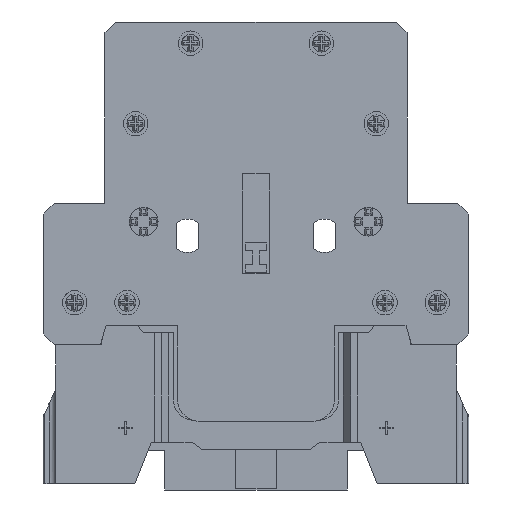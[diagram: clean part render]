
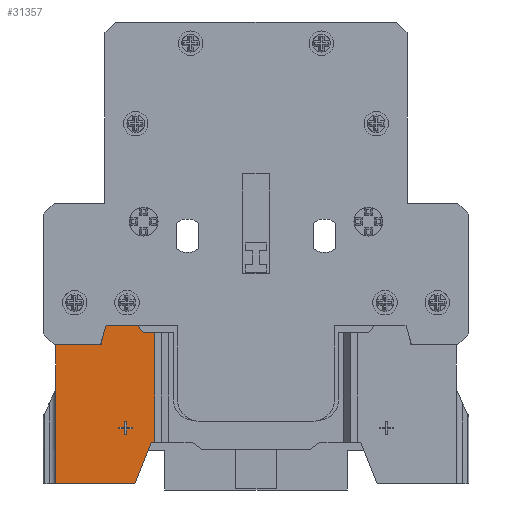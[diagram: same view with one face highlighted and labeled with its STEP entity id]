
A CAD part, left-side view. The second image highlights one B-rep face of the part: STEP entity #31357.
In plain terms, the highlighted face is planar.
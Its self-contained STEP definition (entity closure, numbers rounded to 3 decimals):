
#27966=DIRECTION('',(0.,0.,1.));
#27967=VECTOR('',#27966,20.1);
#27968=CARTESIAN_POINT('',(1.6,-6.445,-65.43));
#27969=LINE('',#27968,#27967);
#27973=DIRECTION('',(0.,1.,0.));
#27974=VECTOR('',#27973,1.965);
#27975=CARTESIAN_POINT('',(1.6,-8.41,-65.43));
#27976=LINE('',#27975,#27974);
#27980=DIRECTION('',(0.,0.368,0.93));
#27981=VECTOR('',#27980,8.143);
#27982=CARTESIAN_POINT('',(1.6,-11.41,-73.));
#27983=LINE('',#27982,#27981);
#27987=DIRECTION('',(0.,1.,0.));
#27988=VECTOR('',#27987,14.5);
#27989=CARTESIAN_POINT('',(1.6,-25.91,-73.));
#27990=LINE('',#27989,#27988);
#27994=DIRECTION('',(0.,0.,-1.));
#27995=VECTOR('',#27994,25.42);
#27996=CARTESIAN_POINT('',(1.6,-25.91,-47.58));
#27997=LINE('',#27996,#27995);
#28001=DIRECTION('',(0.,-1.,0.));
#28002=VECTOR('',#28001,8.3);
#28003=CARTESIAN_POINT('',(1.6,-17.61,-47.58));
#28004=LINE('',#28003,#28002);
#28008=DIRECTION('',(0.,-0.193,-0.981));
#28009=VECTOR('',#28008,3.618);
#28010=CARTESIAN_POINT('',(1.6,-16.91,-44.03));
#28011=LINE('',#28010,#28009);
#28015=DIRECTION('',(0.,-0.61,0.793));
#28016=VECTOR('',#28015,1.64);
#28017=CARTESIAN_POINT('',(1.6,-9.91,-45.33));
#28018=LINE('',#28017,#28016);
#28022=DIRECTION('',(0.,-1.,0.));
#28023=VECTOR('',#28022,3.465);
#28024=CARTESIAN_POINT('',(1.6,-6.445,-45.33));
#28025=LINE('',#28024,#28023);
#29006=DIRECTION('',(0.,1.,0.));
#29007=VECTOR('',#29006,6.);
#29008=CARTESIAN_POINT('',(1.6,-16.91,-44.03));
#29009=LINE('',#29008,#29007);
#29988=CARTESIAN_POINT('',(1.6,-25.91,-47.58));
#29990=VERTEX_POINT('',#29988);
#30001=CARTESIAN_POINT('',(1.6,-25.91,-73.));
#30002=VERTEX_POINT('',#30001);
#30145=CARTESIAN_POINT('',(1.6,-6.445,-65.43));
#30146=CARTESIAN_POINT('',(1.6,-6.445,-45.33));
#30147=VERTEX_POINT('',#30145);
#30148=VERTEX_POINT('',#30146);
#30149=CARTESIAN_POINT('',(1.6,-9.91,-45.33));
#30150=VERTEX_POINT('',#30149);
#30151=CARTESIAN_POINT('',(1.6,-10.91,-44.03));
#30152=VERTEX_POINT('',#30151);
#30153=CARTESIAN_POINT('',(1.6,-16.91,-44.03));
#30154=VERTEX_POINT('',#30153);
#30155=CARTESIAN_POINT('',(1.6,-17.61,-47.58));
#30156=VERTEX_POINT('',#30155);
#30157=CARTESIAN_POINT('',(1.6,-11.41,-73.));
#30158=VERTEX_POINT('',#30157);
#30159=CARTESIAN_POINT('',(1.6,-8.41,-65.43));
#30160=VERTEX_POINT('',#30159);
#31335=CARTESIAN_POINT('',(1.6,-25.91,-73.));
#31336=DIRECTION('',(-1.,0.,0.));
#31337=DIRECTION('',(0.,1.,0.));
#31338=AXIS2_PLACEMENT_3D('',#31335,#31336,#31337);
#31339=PLANE('',#31338);
#31341=ORIENTED_EDGE('',*,*,#31340,.F.);
#31342=ORIENTED_EDGE('',*,*,#30856,.F.);
#31343=ORIENTED_EDGE('',*,*,#30905,.F.);
#31344=ORIENTED_EDGE('',*,*,#30942,.F.);
#31345=ORIENTED_EDGE('',*,*,#31314,.F.);
#31346=ORIENTED_EDGE('',*,*,#30778,.F.);
#31348=ORIENTED_EDGE('',*,*,#31347,.F.);
#31350=ORIENTED_EDGE('',*,*,#31349,.T.);
#31352=ORIENTED_EDGE('',*,*,#31351,.F.);
#31354=ORIENTED_EDGE('',*,*,#31353,.F.);
#31355=EDGE_LOOP('',(#31341,#31342,#31343,#31344,#31345,#31346,#31348,#31350,
#31352,#31354));
#31356=FACE_OUTER_BOUND('',#31355,.F.);
#30778=EDGE_CURVE('',#30156,#29990,#28004,.T.);
#30856=EDGE_CURVE('',#30160,#30147,#27976,.T.);
#30905=EDGE_CURVE('',#30158,#30160,#27983,.T.);
#30942=EDGE_CURVE('',#30002,#30158,#27990,.T.);
#31314=EDGE_CURVE('',#29990,#30002,#27997,.T.);
#31340=EDGE_CURVE('',#30147,#30148,#27969,.T.);
#31347=EDGE_CURVE('',#30154,#30156,#28011,.T.);
#31349=EDGE_CURVE('',#30154,#30152,#29009,.T.);
#31351=EDGE_CURVE('',#30150,#30152,#28018,.T.);
#31353=EDGE_CURVE('',#30148,#30150,#28025,.T.);
#31357=ADVANCED_FACE('',(#31356),#31339,.F.);
